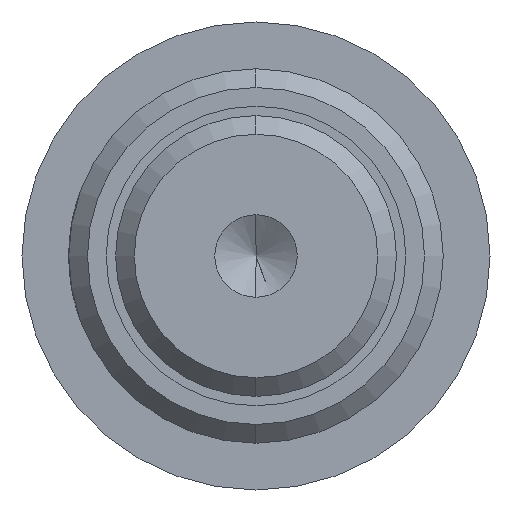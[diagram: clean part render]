
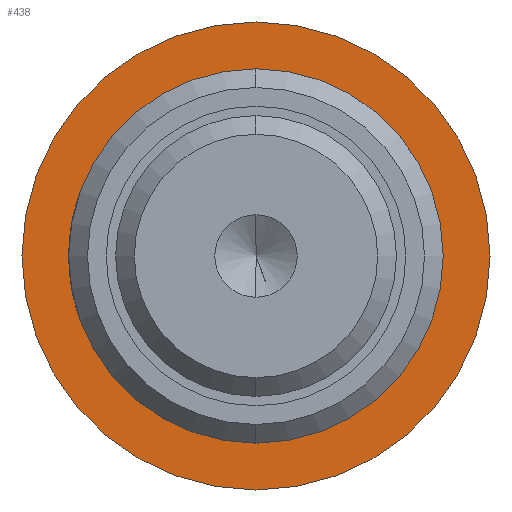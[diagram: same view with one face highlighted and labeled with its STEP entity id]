
A CAD part, left-side view. The second image highlights one B-rep face of the part: STEP entity #438.
In plain terms, the highlighted planar face has unit normal (-1, 0, 0).
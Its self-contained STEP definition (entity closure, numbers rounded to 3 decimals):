
#58 = DIRECTION ( 'NONE',  ( -1., 0., 0. ) ) ;
#62 = CARTESIAN_POINT ( 'NONE',  ( 100., 0., 20. ) ) ;
#65 = ORIENTED_EDGE ( 'NONE', *, *, #182, .F. ) ;
#71 = CIRCLE ( 'NONE', #684, 20. ) ;
#74 = DIRECTION ( 'NONE',  ( 0., 0., 1. ) ) ;
#81 = DIRECTION ( 'NONE',  ( 1., 0., 0. ) ) ;
#137 = AXIS2_PLACEMENT_3D ( 'NONE', #964, #612, #736 ) ;
#182 = EDGE_CURVE ( 'NONE', #1522, #1488, #1348, .T. ) ;
#208 = CIRCLE ( 'NONE', #137, 25. ) ;
#255 = CARTESIAN_POINT ( 'NONE',  ( 100., 0., 0. ) ) ;
#286 = EDGE_LOOP ( 'NONE', ( #579, #682 ) ) ;
#317 = CARTESIAN_POINT ( 'NONE',  ( 100., -20., 0. ) ) ;
#326 = AXIS2_PLACEMENT_3D ( 'NONE', #255, #728, #833 ) ;
#396 = FACE_BOUND ( 'NONE', #1079, .T. ) ;
#406 = AXIS2_PLACEMENT_3D ( 'NONE', #512, #886, #74 ) ;
#438 = ADVANCED_FACE ( 'NONE', ( #396, #1354 ), #1099, .F. ) ;
#512 = CARTESIAN_POINT ( 'NONE',  ( 100., 0., 0. ) ) ;
#521 = AXIS2_PLACEMENT_3D ( 'NONE', #317, #81, #978 ) ;
#537 = CARTESIAN_POINT ( 'NONE',  ( 100., 0., -20. ) ) ;
#547 = VERTEX_POINT ( 'NONE', #787 ) ;
#579 = ORIENTED_EDGE ( 'NONE', *, *, #843, .T. ) ;
#612 = DIRECTION ( 'NONE',  ( -1., 0., 0. ) ) ;
#682 = ORIENTED_EDGE ( 'NONE', *, *, #1022, .T. ) ;
#684 = AXIS2_PLACEMENT_3D ( 'NONE', #1258, #58, #1456 ) ;
#728 = DIRECTION ( 'NONE',  ( -1., 0., 0. ) ) ;
#736 = DIRECTION ( 'NONE',  ( 0., 0., 1. ) ) ;
#787 = CARTESIAN_POINT ( 'NONE',  ( 100., 0., 25. ) ) ;
#833 = DIRECTION ( 'NONE',  ( 0., 0., 1. ) ) ;
#843 = EDGE_CURVE ( 'NONE', #547, #931, #960, .T. ) ;
#886 = DIRECTION ( 'NONE',  ( -1., 0., 0. ) ) ;
#931 = VERTEX_POINT ( 'NONE', #941 ) ;
#941 = CARTESIAN_POINT ( 'NONE',  ( 100., 0., -25. ) ) ;
#960 = CIRCLE ( 'NONE', #326, 25. ) ;
#964 = CARTESIAN_POINT ( 'NONE',  ( 100., 0., 0. ) ) ;
#978 = DIRECTION ( 'NONE',  ( 0., 0., -1. ) ) ;
#1022 = EDGE_CURVE ( 'NONE', #931, #547, #208, .T. ) ;
#1079 = EDGE_LOOP ( 'NONE', ( #65, #1238 ) ) ;
#1096 = EDGE_CURVE ( 'NONE', #1488, #1522, #71, .T. ) ;
#1099 = PLANE ( 'NONE',  #521 ) ;
#1238 = ORIENTED_EDGE ( 'NONE', *, *, #1096, .F. ) ;
#1258 = CARTESIAN_POINT ( 'NONE',  ( 100., 0., 0. ) ) ;
#1348 = CIRCLE ( 'NONE', #406, 20. ) ;
#1354 = FACE_OUTER_BOUND ( 'NONE', #286, .T. ) ;
#1456 = DIRECTION ( 'NONE',  ( 0., 0., 1. ) ) ;
#1488 = VERTEX_POINT ( 'NONE', #537 ) ;
#1522 = VERTEX_POINT ( 'NONE', #62 ) ;
